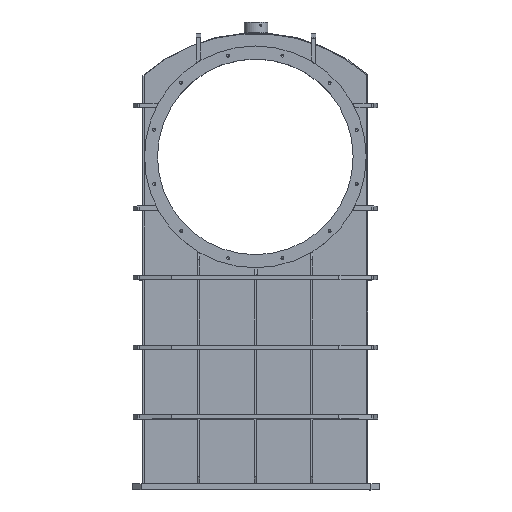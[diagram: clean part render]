
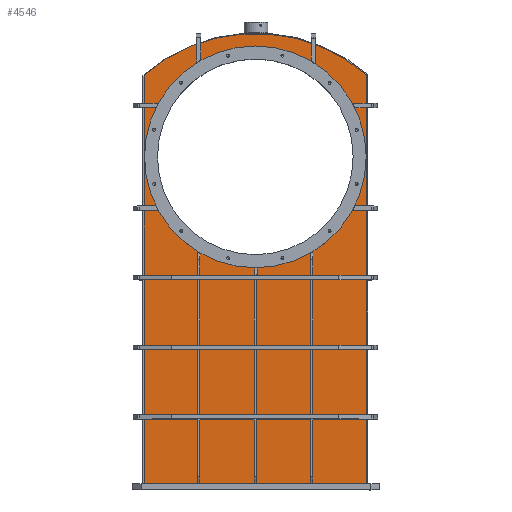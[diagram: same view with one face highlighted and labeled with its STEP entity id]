
A CAD part, top view. The second image highlights one B-rep face of the part: STEP entity #4546.
In plain terms, the highlighted face is planar.
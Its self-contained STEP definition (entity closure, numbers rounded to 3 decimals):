
#4546=ADVANCED_FACE('',(#6127,#6129),#6131,.F.);
#6127=FACE_BOUND('',#6128,.T.);
#6128=EDGE_LOOP('',(#10021,#10022,#10023,#10024));
#6129=FACE_BOUND('',#6130,.T.);
#6130=EDGE_LOOP('',(#10025));
#6131=PLANE('',#6132);
#6132=AXIS2_PLACEMENT_3D('',#6133,#6134,#6135);
#6133=CARTESIAN_POINT('',(0.,0.,-3.));
#6134=DIRECTION('',(0.,0.,1.));
#6135=DIRECTION('',(1.,0.,0.));
#10021=ORIENTED_EDGE('',*,*,#12011,.F.);
#10022=ORIENTED_EDGE('',*,*,#12012,.F.);
#10023=ORIENTED_EDGE('',*,*,#12013,.F.);
#10024=ORIENTED_EDGE('',*,*,#12014,.F.);
#10025=ORIENTED_EDGE('',*,*,#12015,.T.);
#12011=EDGE_CURVE('',#13211,#13212,#13213,.T.);
#12012=EDGE_CURVE('',#13214,#13211,#13215,.T.);
#12013=EDGE_CURVE('',#13216,#13214,#13217,.T.);
#12014=EDGE_CURVE('',#13212,#13216,#13218,.T.);
#12015=EDGE_CURVE('',#13219,#13219,#13220,.T.);
#13211=VERTEX_POINT('',#15950);
#13212=VERTEX_POINT('',#15951);
#13213=LINE('',#15952,#15953);
#13214=VERTEX_POINT('',#15955);
#13215=LINE('',#15956,#15957);
#13216=VERTEX_POINT('',#15959);
#13217=CIRCLE('',#15960,782.);
#13218=LINE('',#15964,#15965);
#13219=VERTEX_POINT('',#15967);
#13220=CIRCLE('',#15968,495.);
#15950=CARTESIAN_POINT('',(0.,0.,-3.));
#15951=CARTESIAN_POINT('',(0.,1022.,-3.));
#15952=CARTESIAN_POINT('',(0.,0.,-3.));
#15953=VECTOR('',#15954,1.);
#15954=DIRECTION('',(0.,1.,0.));
#15955=CARTESIAN_POINT('',(-1888.448,0.,-3.));
#15956=CARTESIAN_POINT('',(-1888.448,0.,-3.));
#15957=VECTOR('',#15958,1.);
#15958=DIRECTION('',(1.,0.,0.));
#15959=CARTESIAN_POINT('',(-1888.448,1022.,-3.));
#15960=AXIS2_PLACEMENT_3D('',#15961,#15962,#15963);
#15961=CARTESIAN_POINT('',(-1296.5,511.,-3.));
#15962=DIRECTION('',(0.,0.,1.));
#15963=DIRECTION('',(-0.757,0.653,0.));
#15964=CARTESIAN_POINT('',(0.,1022.,-3.));
#15965=VECTOR('',#15966,1.);
#15966=DIRECTION('',(-1.,0.,0.));
#15967=CARTESIAN_POINT('',(-1511.,1006.,-3.));
#15968=AXIS2_PLACEMENT_3D('',#15969,#15970,#15971);
#15969=CARTESIAN_POINT('',(-1511.,511.,-3.));
#15970=DIRECTION('',(0.,0.,1.));
#15971=DIRECTION('',(0.,1.,0.));
